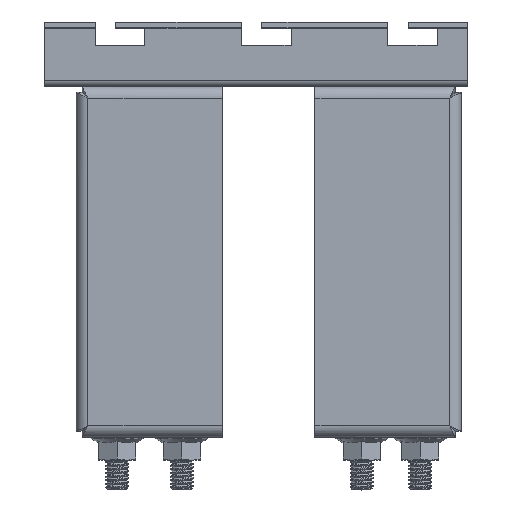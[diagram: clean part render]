
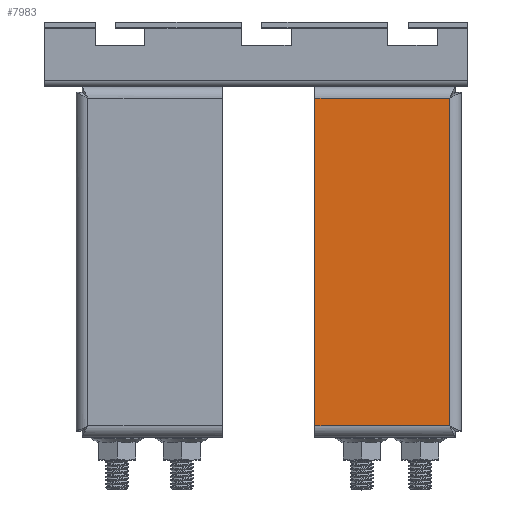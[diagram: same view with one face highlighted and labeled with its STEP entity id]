
A CAD part, top view. The second image highlights one B-rep face of the part: STEP entity #7983.
In plain terms, the highlighted planar face has unit normal (0, 0, 1).
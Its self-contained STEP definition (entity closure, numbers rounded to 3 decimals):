
#600 = EDGE_CURVE ( 'NONE', #8819, #17477, #22061, .T. ) ;
#1900 = CARTESIAN_POINT ( 'NONE',  ( 92.67, -116., 15. ) ) ;
#3432 = CARTESIAN_POINT ( 'NONE',  ( 92.67, -116., 15. ) ) ;
#5117 = PLANE ( 'NONE',  #18435 ) ;
#5129 = CARTESIAN_POINT ( 'NONE',  ( 138.67, -4., 15. ) ) ;
#5890 = FACE_OUTER_BOUND ( 'NONE', #38011, .T. ) ;
#7136 = ORIENTED_EDGE ( 'NONE', *, *, #11291, .T. ) ;
#7392 = CARTESIAN_POINT ( 'NONE',  ( 92.67, -120., 15. ) ) ;
#7524 = EDGE_CURVE ( 'NONE', #8819, #14606, #33499, .T. ) ;
#7983 = ADVANCED_FACE ( 'NONE', ( #5890 ), #5117, .T. ) ;
#8493 = EDGE_CURVE ( 'NONE', #14606, #16607, #9693, .T. ) ;
#8819 = VERTEX_POINT ( 'NONE', #1900 ) ;
#9693 = LINE ( 'NONE', #24350, #10355 ) ;
#10355 = VECTOR ( 'NONE', #36256, 1000. ) ;
#11291 = EDGE_CURVE ( 'NONE', #16607, #17477, #21085, .T. ) ;
#12634 = DIRECTION ( 'NONE',  ( 1., 0., 0. ) ) ;
#14606 = VERTEX_POINT ( 'NONE', #35141 ) ;
#14897 = DIRECTION ( 'NONE',  ( 0., 0., 1. ) ) ;
#14995 = ORIENTED_EDGE ( 'NONE', *, *, #600, .F. ) ;
#15617 = CARTESIAN_POINT ( 'NONE',  ( 139.963, -4., 15. ) ) ;
#16607 = VERTEX_POINT ( 'NONE', #5129 ) ;
#16882 = ORIENTED_EDGE ( 'NONE', *, *, #8493, .T. ) ;
#17477 = VERTEX_POINT ( 'NONE', #21060 ) ;
#17822 = CARTESIAN_POINT ( 'NONE',  ( 117.67, -60., 15. ) ) ;
#18435 = AXIS2_PLACEMENT_3D ( 'NONE', #17822, #14897, #19967 ) ;
#19967 = DIRECTION ( 'NONE',  ( 1., 0., 0. ) ) ;
#21060 = CARTESIAN_POINT ( 'NONE',  ( 92.67, -4., 15. ) ) ;
#21085 = LINE ( 'NONE', #15617, #23445 ) ;
#22061 = LINE ( 'NONE', #7392, #36228 ) ;
#23445 = VECTOR ( 'NONE', #32965, 1000. ) ;
#24350 = CARTESIAN_POINT ( 'NONE',  ( 138.67, -117.293, 15. ) ) ;
#24653 = VECTOR ( 'NONE', #12634, 1000. ) ;
#28289 = DIRECTION ( 'NONE',  ( 0., 1., 0. ) ) ;
#32965 = DIRECTION ( 'NONE',  ( -1., 0., 0. ) ) ;
#33499 = LINE ( 'NONE', #3432, #24653 ) ;
#35070 = ORIENTED_EDGE ( 'NONE', *, *, #7524, .T. ) ;
#35141 = CARTESIAN_POINT ( 'NONE',  ( 138.67, -116., 15. ) ) ;
#36228 = VECTOR ( 'NONE', #28289, 1000. ) ;
#36256 = DIRECTION ( 'NONE',  ( 0., 1., 0. ) ) ;
#38011 = EDGE_LOOP ( 'NONE', ( #35070, #16882, #7136, #14995 ) ) ;
